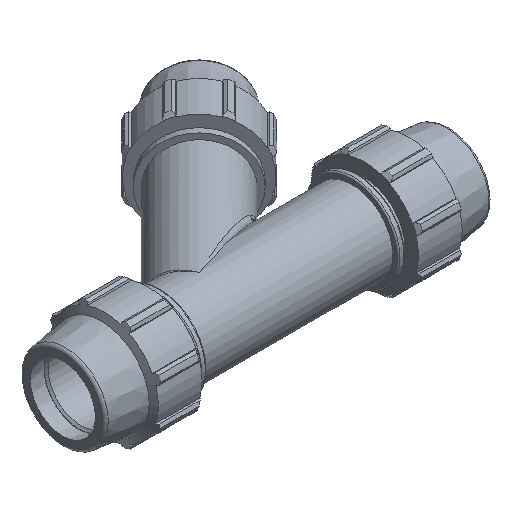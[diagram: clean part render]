
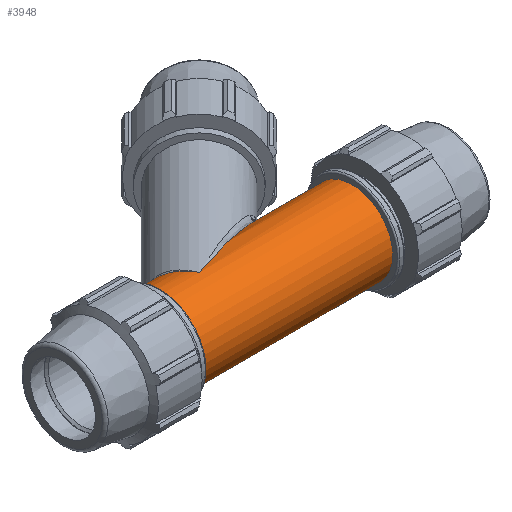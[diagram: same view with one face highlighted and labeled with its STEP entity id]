
A CAD part, isometric view. The second image highlights one B-rep face of the part: STEP entity #3948.
In plain terms, the highlighted cylindrical face has radius 39.55 mm (diameter 79.1 mm), a full revolution.
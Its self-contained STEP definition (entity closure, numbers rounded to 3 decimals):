
#21=ELLIPSE('',#4205,117.545,39.55);
#23=ELLIPSE('',#4207,43.874,39.55);
#33=FACE_BOUND('',#627,.T.);
#34=FACE_BOUND('',#628,.T.);
#160=CIRCLE('',#4217,39.55);
#161=CIRCLE('',#4218,39.55);
#296=CYLINDRICAL_SURFACE('',#4216,39.55);
#403=FACE_OUTER_BOUND('',#626,.T.);
#626=EDGE_LOOP('',(#2741));
#627=EDGE_LOOP('',(#2742,#2743));
#628=EDGE_LOOP('',(#2744));
#1615=VERTEX_POINT('',#6070);
#1616=VERTEX_POINT('',#6071);
#1621=VERTEX_POINT('',#6128);
#1622=VERTEX_POINT('',#6130);
#2056=EDGE_CURVE('',#1615,#1616,#21,.T.);
#2058=EDGE_CURVE('',#1616,#1615,#23,.T.);
#2064=EDGE_CURVE('',#1621,#1621,#160,.T.);
#2065=EDGE_CURVE('',#1622,#1622,#161,.T.);
#2741=ORIENTED_EDGE('',*,*,#2064,.F.);
#2742=ORIENTED_EDGE('',*,*,#2058,.F.);
#2743=ORIENTED_EDGE('',*,*,#2056,.F.);
#2744=ORIENTED_EDGE('',*,*,#2065,.T.);
#3948=ADVANCED_FACE('',(#403,#33,#34),#296,.T.);
#4205=AXIS2_PLACEMENT_3D('',#6072,#4789,#4790);
#4207=AXIS2_PLACEMENT_3D('',#6114,#4793,#4794);
#4216=AXIS2_PLACEMENT_3D('',#6127,#4811,#4812);
#4217=AXIS2_PLACEMENT_3D('',#6129,#4813,#4814);
#4218=AXIS2_PLACEMENT_3D('',#6131,#4815,#4816);
#4789=DIRECTION('center_axis',(-0.336,0.942,0.));
#4790=DIRECTION('ref_axis',(0.942,0.336,0.));
#4793=DIRECTION('center_axis',(0.901,0.433,0.));
#4794=DIRECTION('ref_axis',(-0.433,0.901,0.));
#4811=DIRECTION('center_axis',(1.,0.,0.));
#4812=DIRECTION('ref_axis',(0.,1.,0.));
#4813=DIRECTION('center_axis',(1.,0.,0.));
#4814=DIRECTION('ref_axis',(0.,0.,-1.));
#4815=DIRECTION('center_axis',(1.,0.,0.));
#4816=DIRECTION('ref_axis',(0.,0.,-1.));
#6070=CARTESIAN_POINT('',(-55.,0.,39.55));
#6071=CARTESIAN_POINT('',(-55.,0.,-39.55));
#6072=CARTESIAN_POINT('Origin',(-55.,0.,0.));
#6114=CARTESIAN_POINT('Origin',(-55.,0.,0.));
#6127=CARTESIAN_POINT('Origin',(46.438,0.,
0.));
#6128=CARTESIAN_POINT('',(92.877,39.55,0.));
#6129=CARTESIAN_POINT('Origin',(92.877,0.,
0.));
#6130=CARTESIAN_POINT('',(-92.877,39.55,0.));
#6131=CARTESIAN_POINT('Origin',(-92.877,0.,
0.));
